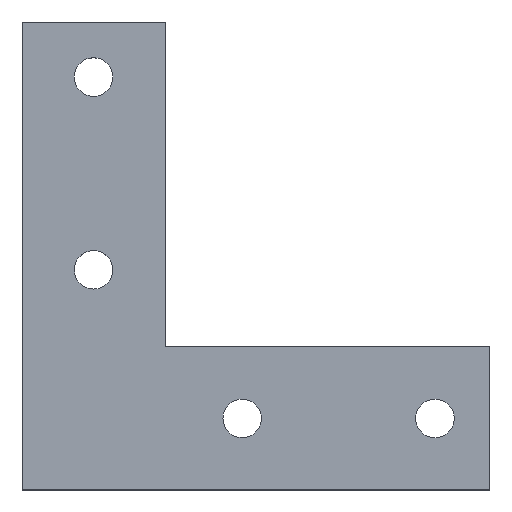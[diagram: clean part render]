
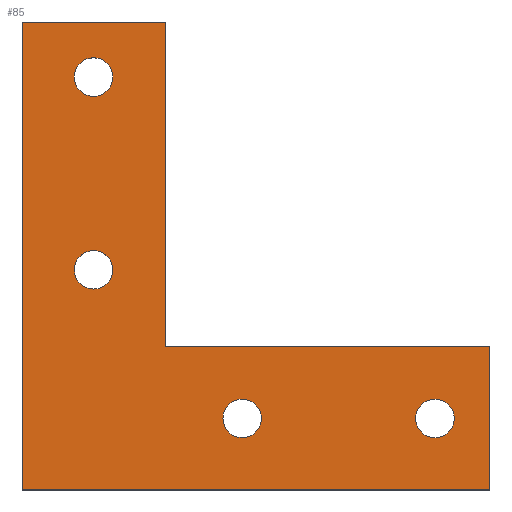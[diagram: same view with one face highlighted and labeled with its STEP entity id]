
A CAD part, top view. The second image highlights one B-rep face of the part: STEP entity #85.
In plain terms, the highlighted planar face has unit normal (0, 0, 1).
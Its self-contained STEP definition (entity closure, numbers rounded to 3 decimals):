
#8 = CARTESIAN_POINT ( 'NONE',  ( 71.5, 13., 2.5 ) ) ;
#10 = CARTESIAN_POINT ( 'NONE',  ( 0., 0., 2.5 ) ) ;
#12 = AXIS2_PLACEMENT_3D ( 'NONE', #28, #530, #219 ) ;
#13 = LINE ( 'NONE', #114, #410 ) ;
#14 = CIRCLE ( 'NONE', #197, 3.5 ) ;
#19 = FACE_BOUND ( 'NONE', #256, .T. ) ;
#23 = DIRECTION ( 'NONE',  ( 1., 0., 0. ) ) ;
#25 = DIRECTION ( 'NONE',  ( 1., 0., 0. ) ) ;
#27 = AXIS2_PLACEMENT_3D ( 'NONE', #151, #483, #23 ) ;
#28 = CARTESIAN_POINT ( 'NONE',  ( 0., 0., 2.5 ) ) ;
#69 = DIRECTION ( 'NONE',  ( 1., 0., 0. ) ) ;
#73 = VERTEX_POINT ( 'NONE', #119 ) ;
#75 = LINE ( 'NONE', #125, #282 ) ;
#76 = DIRECTION ( 'NONE',  ( 0., 0., 1. ) ) ;
#85 = ADVANCED_FACE ( 'NONE', ( #305, #19, #203, #444, #301 ), #393, .T. ) ;
#87 = CARTESIAN_POINT ( 'NONE',  ( 75., 13., 2.5 ) ) ;
#91 = VERTEX_POINT ( 'NONE', #395 ) ;
#108 = CIRCLE ( 'NONE', #584, 3.5 ) ;
#109 = CARTESIAN_POINT ( 'NONE',  ( 16.5, 75., 2.5 ) ) ;
#111 = ORIENTED_EDGE ( 'NONE', *, *, #414, .T. ) ;
#112 = ORIENTED_EDGE ( 'NONE', *, *, #196, .F. ) ;
#114 = CARTESIAN_POINT ( 'NONE',  ( 85., 0., 2.5 ) ) ;
#117 = DIRECTION ( 'NONE',  ( 1., 0., 0. ) ) ;
#119 = CARTESIAN_POINT ( 'NONE',  ( 43.5, 13., 2.5 ) ) ;
#122 = AXIS2_PLACEMENT_3D ( 'NONE', #560, #302, #331 ) ;
#125 = CARTESIAN_POINT ( 'NONE',  ( 85., 26., 2.5 ) ) ;
#127 = EDGE_CURVE ( 'NONE', #574, #311, #75, .T. ) ;
#129 = VECTOR ( 'NONE', #432, 1000. ) ;
#137 = CARTESIAN_POINT ( 'NONE',  ( 85., 26., 2.5 ) ) ;
#142 = VECTOR ( 'NONE', #165, 1000. ) ;
#147 = CARTESIAN_POINT ( 'NONE',  ( 13., 40., 2.5 ) ) ;
#149 = VERTEX_POINT ( 'NONE', #10 ) ;
#151 = CARTESIAN_POINT ( 'NONE',  ( 75., 13., 2.5 ) ) ;
#156 = DIRECTION ( 'NONE',  ( 1., 0., 0. ) ) ;
#165 = DIRECTION ( 'NONE',  ( -1., 0., 0. ) ) ;
#166 = CIRCLE ( 'NONE', #27, 3.5 ) ;
#168 = ORIENTED_EDGE ( 'NONE', *, *, #379, .T. ) ;
#169 = EDGE_CURVE ( 'NONE', #149, #587, #241, .T. ) ;
#172 = DIRECTION ( 'NONE',  ( 0., -1., 0. ) ) ;
#178 = CARTESIAN_POINT ( 'NONE',  ( 0., 85., 2.5 ) ) ;
#186 = EDGE_CURVE ( 'NONE', #91, #308, #428, .T. ) ;
#187 = CARTESIAN_POINT ( 'NONE',  ( 85., 0., 2.5 ) ) ;
#188 = EDGE_LOOP ( 'NONE', ( #382, #594 ) ) ;
#192 = EDGE_LOOP ( 'NONE', ( #547, #512 ) ) ;
#196 = EDGE_CURVE ( 'NONE', #308, #91, #108, .T. ) ;
#197 = AXIS2_PLACEMENT_3D ( 'NONE', #351, #76, #69 ) ;
#203 = FACE_OUTER_BOUND ( 'NONE', #211, .T. ) ;
#204 = CARTESIAN_POINT ( 'NONE',  ( 26., 26., 2.5 ) ) ;
#209 = LINE ( 'NONE', #246, #129 ) ;
#211 = EDGE_LOOP ( 'NONE', ( #168, #111, #424, #596, #556, #438 ) ) ;
#217 = ORIENTED_EDGE ( 'NONE', *, *, #186, .F. ) ;
#219 = DIRECTION ( 'NONE',  ( 1., 0., 0. ) ) ;
#223 = EDGE_CURVE ( 'NONE', #587, #574, #13, .T. ) ;
#228 = DIRECTION ( 'NONE',  ( 0., 0., 1. ) ) ;
#231 = CIRCLE ( 'NONE', #539, 3.5 ) ;
#235 = AXIS2_PLACEMENT_3D ( 'NONE', #445, #228, #353 ) ;
#238 = VERTEX_POINT ( 'NONE', #8 ) ;
#241 = LINE ( 'NONE', #289, #576 ) ;
#243 = VERTEX_POINT ( 'NONE', #109 ) ;
#246 = CARTESIAN_POINT ( 'NONE',  ( 26., 26., 2.5 ) ) ;
#249 = CIRCLE ( 'NONE', #578, 3.5 ) ;
#250 = DIRECTION ( 'NONE',  ( 0., 0., 1. ) ) ;
#256 = EDGE_LOOP ( 'NONE', ( #513, #527 ) ) ;
#261 = EDGE_CURVE ( 'NONE', #238, #472, #166, .T. ) ;
#271 = CARTESIAN_POINT ( 'NONE',  ( 26., 85., 2.5 ) ) ;
#272 = DIRECTION ( 'NONE',  ( 0., 0., 1. ) ) ;
#277 = DIRECTION ( 'NONE',  ( 0., 0., 1. ) ) ;
#278 = EDGE_CURVE ( 'NONE', #311, #337, #209, .T. ) ;
#279 = EDGE_CURVE ( 'NONE', #420, #243, #314, .T. ) ;
#282 = VECTOR ( 'NONE', #454, 1000. ) ;
#289 = CARTESIAN_POINT ( 'NONE',  ( 0., 0., 2.5 ) ) ;
#291 = VERTEX_POINT ( 'NONE', #296 ) ;
#296 = CARTESIAN_POINT ( 'NONE',  ( 36.5, 13., 2.5 ) ) ;
#301 = FACE_BOUND ( 'NONE', #192, .T. ) ;
#302 = DIRECTION ( 'NONE',  ( 0., 0., 1. ) ) ;
#303 = DIRECTION ( 'NONE',  ( 0., 0., 1. ) ) ;
#305 = FACE_BOUND ( 'NONE', #188, .T. ) ;
#308 = VERTEX_POINT ( 'NONE', #426 ) ;
#311 = VERTEX_POINT ( 'NONE', #204 ) ;
#314 = CIRCLE ( 'NONE', #122, 3.5 ) ;
#331 = DIRECTION ( 'NONE',  ( 1., 0., 0. ) ) ;
#337 = VERTEX_POINT ( 'NONE', #271 ) ;
#351 = CARTESIAN_POINT ( 'NONE',  ( 40., 13., 2.5 ) ) ;
#353 = DIRECTION ( 'NONE',  ( 1., 0., 0. ) ) ;
#355 = CARTESIAN_POINT ( 'NONE',  ( 26., 85., 2.5 ) ) ;
#364 = DIRECTION ( 'NONE',  ( 1., 0., 0. ) ) ;
#379 = EDGE_CURVE ( 'NONE', #337, #499, #583, .T. ) ;
#382 = ORIENTED_EDGE ( 'NONE', *, *, #412, .F. ) ;
#393 = PLANE ( 'NONE',  #12 ) ;
#395 = CARTESIAN_POINT ( 'NONE',  ( 9.5, 40., 2.5 ) ) ;
#402 = VECTOR ( 'NONE', #172, 1000. ) ;
#403 = CARTESIAN_POINT ( 'NONE',  ( 9.5, 75., 2.5 ) ) ;
#410 = VECTOR ( 'NONE', #569, 1000. ) ;
#412 = EDGE_CURVE ( 'NONE', #291, #73, #462, .T. ) ;
#414 = EDGE_CURVE ( 'NONE', #499, #149, #449, .T. ) ;
#420 = VERTEX_POINT ( 'NONE', #403 ) ;
#424 = ORIENTED_EDGE ( 'NONE', *, *, #169, .T. ) ;
#426 = CARTESIAN_POINT ( 'NONE',  ( 16.5, 40., 2.5 ) ) ;
#428 = CIRCLE ( 'NONE', #487, 3.5 ) ;
#432 = DIRECTION ( 'NONE',  ( 0., 1., 0. ) ) ;
#438 = ORIENTED_EDGE ( 'NONE', *, *, #278, .T. ) ;
#444 = FACE_BOUND ( 'NONE', #571, .T. ) ;
#445 = CARTESIAN_POINT ( 'NONE',  ( 40., 13., 2.5 ) ) ;
#446 = EDGE_CURVE ( 'NONE', #73, #291, #14, .T. ) ;
#449 = LINE ( 'NONE', #536, #402 ) ;
#454 = DIRECTION ( 'NONE',  ( -1., 0., 0. ) ) ;
#462 = CIRCLE ( 'NONE', #235, 3.5 ) ;
#463 = DIRECTION ( 'NONE',  ( 1., 0., 0. ) ) ;
#464 = CARTESIAN_POINT ( 'NONE',  ( 13., 75., 2.5 ) ) ;
#472 = VERTEX_POINT ( 'NONE', #532 ) ;
#480 = CARTESIAN_POINT ( 'NONE',  ( 13., 40., 2.5 ) ) ;
#483 = DIRECTION ( 'NONE',  ( 0., 0., 1. ) ) ;
#487 = AXIS2_PLACEMENT_3D ( 'NONE', #480, #303, #156 ) ;
#499 = VERTEX_POINT ( 'NONE', #178 ) ;
#512 = ORIENTED_EDGE ( 'NONE', *, *, #598, .F. ) ;
#513 = ORIENTED_EDGE ( 'NONE', *, *, #279, .F. ) ;
#527 = ORIENTED_EDGE ( 'NONE', *, *, #557, .F. ) ;
#530 = DIRECTION ( 'NONE',  ( 0., 0., 1. ) ) ;
#532 = CARTESIAN_POINT ( 'NONE',  ( 78.5, 13., 2.5 ) ) ;
#536 = CARTESIAN_POINT ( 'NONE',  ( 0., 85., 2.5 ) ) ;
#539 = AXIS2_PLACEMENT_3D ( 'NONE', #87, #277, #463 ) ;
#547 = ORIENTED_EDGE ( 'NONE', *, *, #261, .F. ) ;
#556 = ORIENTED_EDGE ( 'NONE', *, *, #127, .T. ) ;
#557 = EDGE_CURVE ( 'NONE', #243, #420, #249, .T. ) ;
#560 = CARTESIAN_POINT ( 'NONE',  ( 13., 75., 2.5 ) ) ;
#569 = DIRECTION ( 'NONE',  ( 0., 1., 0. ) ) ;
#571 = EDGE_LOOP ( 'NONE', ( #217, #112 ) ) ;
#574 = VERTEX_POINT ( 'NONE', #137 ) ;
#576 = VECTOR ( 'NONE', #25, 1000. ) ;
#578 = AXIS2_PLACEMENT_3D ( 'NONE', #464, #272, #364 ) ;
#583 = LINE ( 'NONE', #355, #142 ) ;
#584 = AXIS2_PLACEMENT_3D ( 'NONE', #147, #250, #117 ) ;
#587 = VERTEX_POINT ( 'NONE', #187 ) ;
#594 = ORIENTED_EDGE ( 'NONE', *, *, #446, .F. ) ;
#596 = ORIENTED_EDGE ( 'NONE', *, *, #223, .T. ) ;
#598 = EDGE_CURVE ( 'NONE', #472, #238, #231, .T. ) ;
